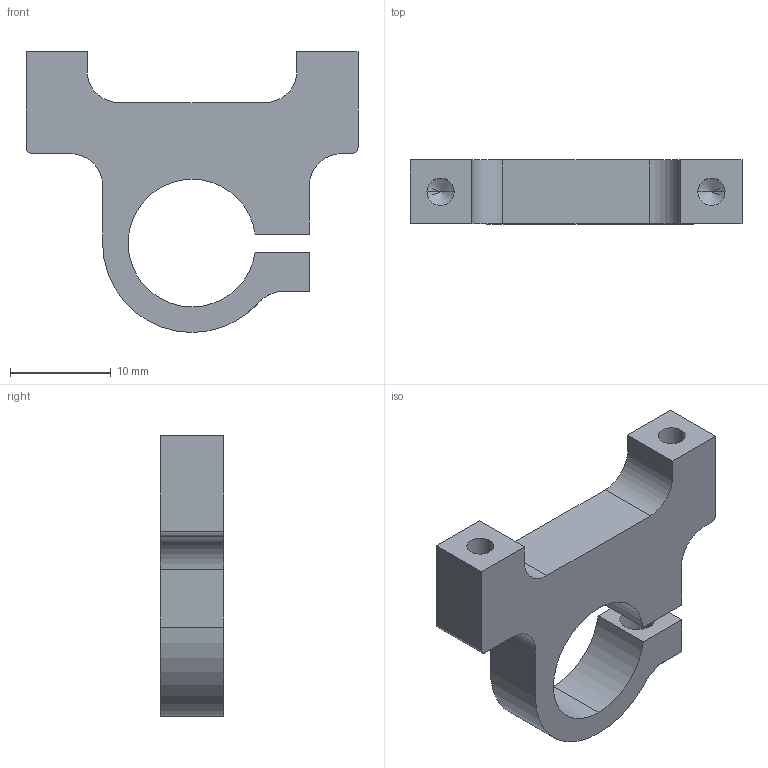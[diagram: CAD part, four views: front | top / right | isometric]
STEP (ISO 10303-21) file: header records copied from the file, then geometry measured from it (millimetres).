
FILE_DESCRIPTION (( 'STEP AP203' ), '1' );
FILE_NAME ('585546.STEP', '2014-07-15T15:15:57', ( 'Kyle' ), ( 'Microsoft' ), 'SwSTEP 2.0', 'SolidWorks 2014', '' );
FILE_SCHEMA (( 'CONFIG_CONTROL_DESIGN' ));
Length unit declared in the file: inch
Products named in the file (1): 585546
Bounding box: 33.02 x 6.35 x 27.94 mm (x, y, z)
Volume: 2512.6 mm3; surface area: 2133.4 mm2
Topology: 1 solids, 1 shells, 47 faces, 129 edges, 81 vertices
Faces by surface type: cylinder 22, plane 19, cone 6
Entity records: 1570 total; most frequent: CARTESIAN_POINT 289, DIRECTION 259, ORIENTED_EDGE 246, EDGE_CURVE 123, AXIS2_PLACEMENT_3D 91, VERTEX_POINT 81, LINE 77, VECTOR 77
